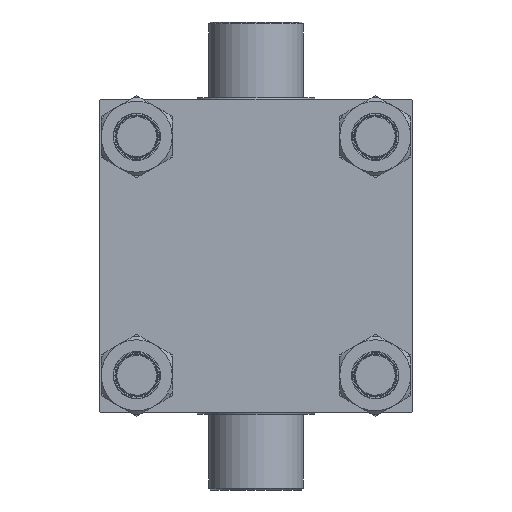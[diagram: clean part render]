
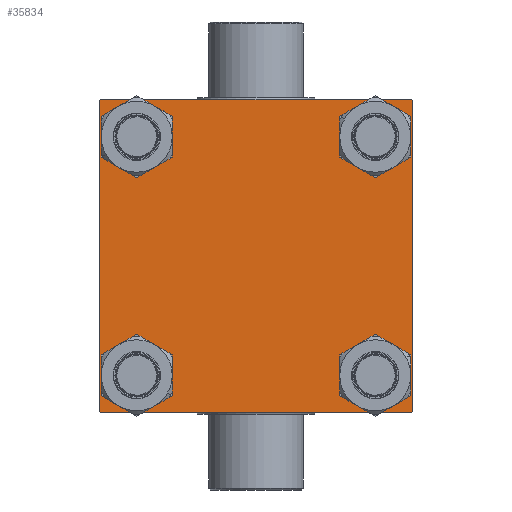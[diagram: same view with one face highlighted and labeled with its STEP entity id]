
A CAD part, left-side view. The second image highlights one B-rep face of the part: STEP entity #35834.
In plain terms, the highlighted planar face has unit normal (-1, 0, 0).
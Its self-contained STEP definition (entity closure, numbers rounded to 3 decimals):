
#386 = CIRCLE ( 'NONE', #26878, 11.5 ) ;
#442 = DIRECTION ( 'NONE',  ( 0., -0.707, -0.707 ) ) ;
#1160 = DIRECTION ( 'NONE',  ( 1., 0., 0. ) ) ;
#1312 = LINE ( 'NONE', #46029, #7268 ) ;
#1732 = CARTESIAN_POINT ( 'NONE',  ( 0., -62.95, 51.45 ) ) ;
#1863 = CARTESIAN_POINT ( 'NONE',  ( 0., -62.95, -74.45 ) ) ;
#2220 = CARTESIAN_POINT ( 'NONE',  ( 0., -82., -82.5 ) ) ;
#2611 = CARTESIAN_POINT ( 'NONE',  ( 0., -82.5, 82. ) ) ;
#2786 = ORIENTED_EDGE ( 'NONE', *, *, #16565, .T. ) ;
#2796 = LINE ( 'NONE', #16317, #9609 ) ;
#2836 = EDGE_LOOP ( 'NONE', ( #7653, #11993 ) ) ;
#3033 = VECTOR ( 'NONE', #25457, 1000. ) ;
#3075 = ORIENTED_EDGE ( 'NONE', *, *, #16854, .T. ) ;
#3102 = DIRECTION ( 'NONE',  ( 0., 0., -1. ) ) ;
#3677 = CARTESIAN_POINT ( 'NONE',  ( 0., -62.95, 62.95 ) ) ;
#3775 = VERTEX_POINT ( 'NONE', #25523 ) ;
#3976 = CARTESIAN_POINT ( 'NONE',  ( 0., -82.25, -82.25 ) ) ;
#4141 = EDGE_CURVE ( 'NONE', #10252, #17941, #386, .T. ) ;
#5300 = EDGE_CURVE ( 'NONE', #10276, #14060, #34202, .T. ) ;
#6016 = EDGE_CURVE ( 'NONE', #15216, #3775, #12560, .T. ) ;
#6376 = EDGE_LOOP ( 'NONE', ( #25445, #45898, #19249, #9303, #26685, #7685, #23295, #32432 ) ) ;
#6437 = EDGE_CURVE ( 'NONE', #12880, #10276, #1312, .T. ) ;
#7268 = VECTOR ( 'NONE', #26198, 1000. ) ;
#7381 = VERTEX_POINT ( 'NONE', #42999 ) ;
#7653 = ORIENTED_EDGE ( 'NONE', *, *, #18895, .T. ) ;
#7685 = ORIENTED_EDGE ( 'NONE', *, *, #10539, .T. ) ;
#8477 = VECTOR ( 'NONE', #442, 1000. ) ;
#9022 = CIRCLE ( 'NONE', #16595, 11.5 ) ;
#9303 = ORIENTED_EDGE ( 'NONE', *, *, #23114, .T. ) ;
#9423 = ORIENTED_EDGE ( 'NONE', *, *, #21035, .T. ) ;
#9609 = VECTOR ( 'NONE', #45718, 1000. ) ;
#9679 = VERTEX_POINT ( 'NONE', #1863 ) ;
#10091 = DIRECTION ( 'NONE',  ( 1., 0., 0. ) ) ;
#10252 = VERTEX_POINT ( 'NONE', #12827 ) ;
#10276 = VERTEX_POINT ( 'NONE', #42452 ) ;
#10485 = AXIS2_PLACEMENT_3D ( 'NONE', #22193, #15322, #26223 ) ;
#10539 = EDGE_CURVE ( 'NONE', #32769, #7381, #2796, .T. ) ;
#11397 = FACE_BOUND ( 'NONE', #27350, .T. ) ;
#11627 = DIRECTION ( 'NONE',  ( 0., 0., 1. ) ) ;
#11970 = CIRCLE ( 'NONE', #10485, 11.5 ) ;
#11993 = ORIENTED_EDGE ( 'NONE', *, *, #6016, .T. ) ;
#12560 = CIRCLE ( 'NONE', #36787, 11.5 ) ;
#12827 = CARTESIAN_POINT ( 'NONE',  ( 0., 62.95, 51.45 ) ) ;
#12880 = VERTEX_POINT ( 'NONE', #23209 ) ;
#13104 = CARTESIAN_POINT ( 'NONE',  ( 0., -62.95, 62.95 ) ) ;
#13598 = AXIS2_PLACEMENT_3D ( 'NONE', #19863, #38356, #34813 ) ;
#14060 = VERTEX_POINT ( 'NONE', #46203 ) ;
#14601 = EDGE_LOOP ( 'NONE', ( #3075, #17784 ) ) ;
#14709 = AXIS2_PLACEMENT_3D ( 'NONE', #15645, #29419, #11627 ) ;
#14945 = FACE_BOUND ( 'NONE', #14601, .T. ) ;
#15216 = VERTEX_POINT ( 'NONE', #1732 ) ;
#15322 = DIRECTION ( 'NONE',  ( 1., 0., 0. ) ) ;
#15645 = CARTESIAN_POINT ( 'NONE',  ( 0., 0., 0. ) ) ;
#16317 = CARTESIAN_POINT ( 'NONE',  ( 0., -82.25, 82.25 ) ) ;
#16565 = EDGE_CURVE ( 'NONE', #17941, #10252, #34702, .T. ) ;
#16595 = AXIS2_PLACEMENT_3D ( 'NONE', #3677, #10091, #29284 ) ;
#16854 = EDGE_CURVE ( 'NONE', #31624, #9679, #11970, .T. ) ;
#17122 = DIRECTION ( 'NONE',  ( 0., 0., 1. ) ) ;
#17238 = DIRECTION ( 'NONE',  ( 1., 0., 0. ) ) ;
#17392 = CARTESIAN_POINT ( 'NONE',  ( 0., 82.5, -82.5 ) ) ;
#17784 = ORIENTED_EDGE ( 'NONE', *, *, #20961, .T. ) ;
#17941 = VERTEX_POINT ( 'NONE', #38779 ) ;
#17944 = CARTESIAN_POINT ( 'NONE',  ( 0., 62.95, -62.95 ) ) ;
#18143 = VERTEX_POINT ( 'NONE', #2220 ) ;
#18158 = AXIS2_PLACEMENT_3D ( 'NONE', #17944, #17238, #39754 ) ;
#18895 = EDGE_CURVE ( 'NONE', #3775, #15216, #9022, .T. ) ;
#19249 = ORIENTED_EDGE ( 'NONE', *, *, #35462, .T. ) ;
#19863 = CARTESIAN_POINT ( 'NONE',  ( 0., -62.95, -62.95 ) ) ;
#20460 = CIRCLE ( 'NONE', #18158, 11.5 ) ;
#20635 = CARTESIAN_POINT ( 'NONE',  ( 0., 82.5, 82.5 ) ) ;
#20961 = EDGE_CURVE ( 'NONE', #9679, #31624, #34055, .T. ) ;
#21035 = EDGE_CURVE ( 'NONE', #38449, #25356, #20460, .T. ) ;
#21280 = DIRECTION ( 'NONE',  ( 0., 0., 1. ) ) ;
#21904 = DIRECTION ( 'NONE',  ( 1., 0., 0. ) ) ;
#22193 = CARTESIAN_POINT ( 'NONE',  ( 0., -62.95, -62.95 ) ) ;
#23114 = EDGE_CURVE ( 'NONE', #18143, #34308, #32208, .T. ) ;
#23209 = CARTESIAN_POINT ( 'NONE',  ( 0., 82., 82.5 ) ) ;
#23295 = ORIENTED_EDGE ( 'NONE', *, *, #40043, .F. ) ;
#24170 = LINE ( 'NONE', #41952, #26546 ) ;
#24407 = DIRECTION ( 'NONE',  ( 0., 0., -1. ) ) ;
#24442 = CARTESIAN_POINT ( 'NONE',  ( 0., 62.95, -74.45 ) ) ;
#25063 = ORIENTED_EDGE ( 'NONE', *, *, #4141, .T. ) ;
#25356 = VERTEX_POINT ( 'NONE', #37764 ) ;
#25445 = ORIENTED_EDGE ( 'NONE', *, *, #5300, .T. ) ;
#25457 = DIRECTION ( 'NONE',  ( 0., -1., 0. ) ) ;
#25523 = CARTESIAN_POINT ( 'NONE',  ( 0., -62.95, 74.45 ) ) ;
#25712 = EDGE_CURVE ( 'NONE', #25356, #38449, #46298, .T. ) ;
#25857 = PLANE ( 'NONE',  #14709 ) ;
#26198 = DIRECTION ( 'NONE',  ( 0., 0.707, -0.707 ) ) ;
#26223 = DIRECTION ( 'NONE',  ( 0., 0., 1. ) ) ;
#26546 = VECTOR ( 'NONE', #24407, 1000. ) ;
#26627 = CARTESIAN_POINT ( 'NONE',  ( 0., -82.5, -82. ) ) ;
#26685 = ORIENTED_EDGE ( 'NONE', *, *, #45775, .F. ) ;
#26878 = AXIS2_PLACEMENT_3D ( 'NONE', #44191, #21904, #36389 ) ;
#27350 = EDGE_LOOP ( 'NONE', ( #37436, #9423 ) ) ;
#28551 = LINE ( 'NONE', #43001, #3033 ) ;
#29190 = FACE_BOUND ( 'NONE', #38704, .T. ) ;
#29284 = DIRECTION ( 'NONE',  ( 0., 0., 1. ) ) ;
#29419 = DIRECTION ( 'NONE',  ( -1., 0., 0. ) ) ;
#29659 = FACE_BOUND ( 'NONE', #2836, .T. ) ;
#31341 = EDGE_CURVE ( 'NONE', #14060, #33604, #34269, .T. ) ;
#31624 = VERTEX_POINT ( 'NONE', #38863 ) ;
#32208 = LINE ( 'NONE', #3976, #39419 ) ;
#32432 = ORIENTED_EDGE ( 'NONE', *, *, #6437, .T. ) ;
#32583 = DIRECTION ( 'NONE',  ( 0., -1., 0. ) ) ;
#32769 = VERTEX_POINT ( 'NONE', #2611 ) ;
#32912 = DIRECTION ( 'NONE',  ( 0., -0.707, 0.707 ) ) ;
#32989 = FACE_OUTER_BOUND ( 'NONE', #6376, .T. ) ;
#33604 = VERTEX_POINT ( 'NONE', #46238 ) ;
#34055 = CIRCLE ( 'NONE', #13598, 11.5 ) ;
#34202 = LINE ( 'NONE', #20635, #39018 ) ;
#34269 = LINE ( 'NONE', #36475, #8477 ) ;
#34308 = VERTEX_POINT ( 'NONE', #26627 ) ;
#34702 = CIRCLE ( 'NONE', #45311, 11.5 ) ;
#34813 = DIRECTION ( 'NONE',  ( 0., 0., 1. ) ) ;
#35172 = DIRECTION ( 'NONE',  ( 1., 0., 0. ) ) ;
#35174 = VECTOR ( 'NONE', #32583, 1000. ) ;
#35462 = EDGE_CURVE ( 'NONE', #33604, #18143, #36138, .T. ) ;
#35769 = DIRECTION ( 'NONE',  ( 1., 0., 0. ) ) ;
#35834 = ADVANCED_FACE ( 'NONE', ( #29659, #14945, #11397, #29190, #32989 ), #25857, .T. ) ;
#36138 = LINE ( 'NONE', #17392, #35174 ) ;
#36389 = DIRECTION ( 'NONE',  ( 0., 0., 1. ) ) ;
#36475 = CARTESIAN_POINT ( 'NONE',  ( 0., 82.25, -82.25 ) ) ;
#36787 = AXIS2_PLACEMENT_3D ( 'NONE', #13104, #35172, #17122 ) ;
#37436 = ORIENTED_EDGE ( 'NONE', *, *, #25712, .T. ) ;
#37662 = DIRECTION ( 'NONE',  ( 0., 0., 1. ) ) ;
#37764 = CARTESIAN_POINT ( 'NONE',  ( 0., 62.95, -51.45 ) ) ;
#38356 = DIRECTION ( 'NONE',  ( 1., 0., 0. ) ) ;
#38449 = VERTEX_POINT ( 'NONE', #24442 ) ;
#38704 = EDGE_LOOP ( 'NONE', ( #2786, #25063 ) ) ;
#38779 = CARTESIAN_POINT ( 'NONE',  ( 0., 62.95, 74.45 ) ) ;
#38863 = CARTESIAN_POINT ( 'NONE',  ( 0., -62.95, -51.45 ) ) ;
#39018 = VECTOR ( 'NONE', #3102, 1000. ) ;
#39419 = VECTOR ( 'NONE', #32912, 1000. ) ;
#39754 = DIRECTION ( 'NONE',  ( 0., 0., 1. ) ) ;
#40043 = EDGE_CURVE ( 'NONE', #12880, #7381, #28551, .T. ) ;
#40976 = CARTESIAN_POINT ( 'NONE',  ( 0., 62.95, 62.95 ) ) ;
#41952 = CARTESIAN_POINT ( 'NONE',  ( 0., -82.5, 82.5 ) ) ;
#42452 = CARTESIAN_POINT ( 'NONE',  ( 0., 82.5, 82. ) ) ;
#42858 = CARTESIAN_POINT ( 'NONE',  ( 0., 62.95, -62.95 ) ) ;
#42999 = CARTESIAN_POINT ( 'NONE',  ( 0., -82., 82.5 ) ) ;
#43001 = CARTESIAN_POINT ( 'NONE',  ( 0., 82.5, 82.5 ) ) ;
#43276 = AXIS2_PLACEMENT_3D ( 'NONE', #42858, #35769, #21280 ) ;
#44191 = CARTESIAN_POINT ( 'NONE',  ( 0., 62.95, 62.95 ) ) ;
#45311 = AXIS2_PLACEMENT_3D ( 'NONE', #40976, #1160, #37662 ) ;
#45718 = DIRECTION ( 'NONE',  ( 0., 0.707, 0.707 ) ) ;
#45775 = EDGE_CURVE ( 'NONE', #32769, #34308, #24170, .T. ) ;
#45898 = ORIENTED_EDGE ( 'NONE', *, *, #31341, .T. ) ;
#46029 = CARTESIAN_POINT ( 'NONE',  ( 0., 82.25, 82.25 ) ) ;
#46203 = CARTESIAN_POINT ( 'NONE',  ( 0., 82.5, -82. ) ) ;
#46238 = CARTESIAN_POINT ( 'NONE',  ( 0., 82., -82.5 ) ) ;
#46298 = CIRCLE ( 'NONE', #43276, 11.5 ) ;
